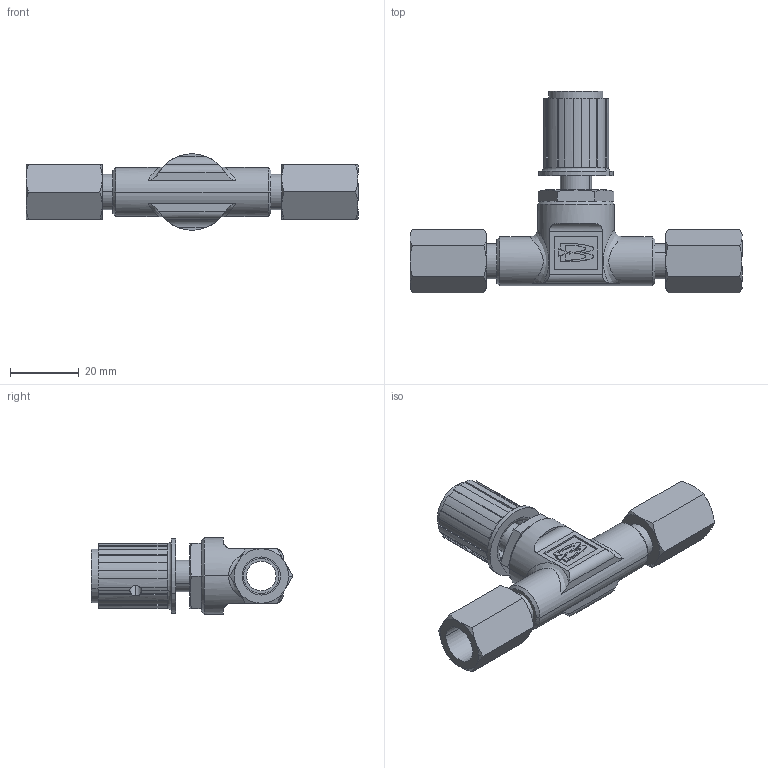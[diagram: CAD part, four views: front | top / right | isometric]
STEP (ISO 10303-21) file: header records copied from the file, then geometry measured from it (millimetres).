
FILE_DESCRIPTION (( 'STEP AP203' ), '1' );
FILE_NAME ('8504F-3-3C.STEP', '2018-12-06T15:51:49', ( 'mrutkowski' ), ( 'Hewlett-Packard Company' ), 'SwSTEP 2.0', 'SolidWorks 2017', '' );
FILE_SCHEMA (( 'CONFIG_CONTROL_DESIGN' ));
Length unit declared in the file: inch
Products named in the file (1): 8504F-3-3C
Bounding box: 96.71 x 58.69 x 22.23 mm (x, y, z)
Surface area: 11521.7 mm2 (no closed solid volume)
Topology: 0 solids, 9 shells, 229 faces, 623 edges, 412 vertices
Faces by surface type: plane 128, cylinder 47, cone 40, bspline 10, torus 4
Entity records: 9105 total; most frequent: CARTESIAN_POINT 3433, ORIENTED_EDGE 1183, DIRECTION 1087, EDGE_CURVE 623, VERTEX_POINT 412, AXIS2_PLACEMENT_3D 374, VECTOR 339, LINE 339
